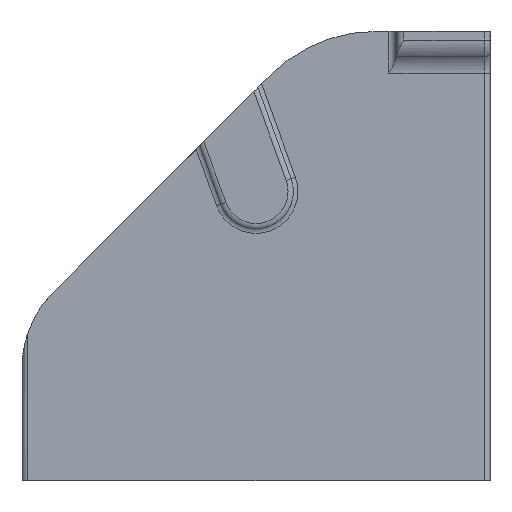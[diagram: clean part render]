
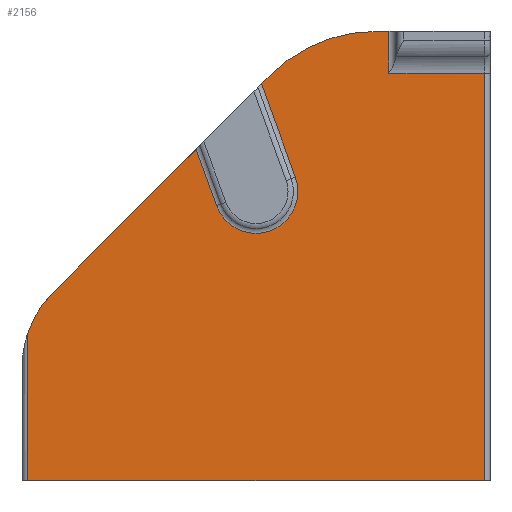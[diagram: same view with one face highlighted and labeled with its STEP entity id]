
A CAD part, front view. The second image highlights one B-rep face of the part: STEP entity #2156.
In plain terms, the highlighted planar face has unit normal (0, -1, 0).
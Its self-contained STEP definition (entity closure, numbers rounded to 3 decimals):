
#111=PLANE('',#2383);
#209=FACE_OUTER_BOUND('',#330,.T.);
#330=EDGE_LOOP('',(#1803,#1804,#1805,#1806,#1807,#1808,#1809,#1810,#1811,
#1812,#1813,#1814,#1815));
#465=LINE('',#3525,#643);
#504=LINE('',#3686,#682);
#505=LINE('',#3698,#683);
#509=LINE('',#3714,#687);
#510=LINE('',#3715,#688);
#511=LINE('',#3719,#689);
#512=LINE('',#3721,#690);
#513=LINE('',#3725,#691);
#514=LINE('',#3726,#692);
#515=LINE('',#3727,#693);
#643=VECTOR('',#2789,10.);
#682=VECTOR('',#2908,10.);
#683=VECTOR('',#2923,10.);
#687=VECTOR('',#2933,10.);
#688=VECTOR('',#2934,10.);
#689=VECTOR('',#2937,10.);
#690=VECTOR('',#2938,4.);
#691=VECTOR('',#2941,4.);
#692=VECTOR('',#2942,10.);
#693=VECTOR('',#2943,10.);
#811=CIRCLE('',#2382,57.);
#812=CIRCLE('',#2384,80.);
#813=CIRCLE('',#2385,22.409);
#952=VERTEX_POINT('',#3522);
#953=VERTEX_POINT('',#3524);
#998=VERTEX_POINT('',#3682);
#999=VERTEX_POINT('',#3684);
#1002=VERTEX_POINT('',#3695);
#1003=VERTEX_POINT('',#3697);
#1005=VERTEX_POINT('',#3708);
#1006=VERTEX_POINT('',#3713);
#1007=VERTEX_POINT('',#3716);
#1008=VERTEX_POINT('',#3718);
#1009=VERTEX_POINT('',#3720);
#1010=VERTEX_POINT('',#3722);
#1011=VERTEX_POINT('',#3724);
#1214=EDGE_CURVE('',#953,#952,#465,.T.);
#1282=EDGE_CURVE('',#999,#998,#504,.T.);
#1287=EDGE_CURVE('',#1002,#1003,#505,.T.);
#1290=EDGE_CURVE('',#1003,#1005,#811,.T.);
#1293=EDGE_CURVE('',#1006,#999,#509,.T.);
#1294=EDGE_CURVE('',#953,#1006,#510,.T.);
#1295=EDGE_CURVE('',#1007,#952,#812,.T.);
#1296=EDGE_CURVE('',#1007,#1008,#511,.T.);
#1297=EDGE_CURVE('',#1009,#1008,#512,.T.);
#1298=EDGE_CURVE('',#1010,#1009,#813,.T.);
#1299=EDGE_CURVE('',#1011,#1010,#513,.T.);
#1300=EDGE_CURVE('',#1011,#1005,#514,.T.);
#1301=EDGE_CURVE('',#1002,#998,#515,.T.);
#1803=ORIENTED_EDGE('',*,*,#1282,.F.);
#1804=ORIENTED_EDGE('',*,*,#1293,.F.);
#1805=ORIENTED_EDGE('',*,*,#1294,.F.);
#1806=ORIENTED_EDGE('',*,*,#1214,.T.);
#1807=ORIENTED_EDGE('',*,*,#1295,.F.);
#1808=ORIENTED_EDGE('',*,*,#1296,.T.);
#1809=ORIENTED_EDGE('',*,*,#1297,.F.);
#1810=ORIENTED_EDGE('',*,*,#1298,.F.);
#1811=ORIENTED_EDGE('',*,*,#1299,.F.);
#1812=ORIENTED_EDGE('',*,*,#1300,.T.);
#1813=ORIENTED_EDGE('',*,*,#1290,.F.);
#1814=ORIENTED_EDGE('',*,*,#1287,.F.);
#1815=ORIENTED_EDGE('',*,*,#1301,.T.);
#2156=ADVANCED_FACE('',(#209),#111,.F.);
#2382=AXIS2_PLACEMENT_3D('',#3709,#2927,#2928);
#2383=AXIS2_PLACEMENT_3D('',#3712,#2931,#2932);
#2384=AXIS2_PLACEMENT_3D('',#3717,#2935,#2936);
#2385=AXIS2_PLACEMENT_3D('',#3723,#2939,#2940);
#2789=DIRECTION('',(-1.,0.,0.));
#2908=DIRECTION('',(0.,0.,-1.));
#2923=DIRECTION('',(0.,0.,1.));
#2927=DIRECTION('center_axis',(0.,1.,0.));
#2928=DIRECTION('ref_axis',(-0.924,0.,0.383));
#2931=DIRECTION('center_axis',(0.,1.,0.));
#2932=DIRECTION('ref_axis',(1.,0.,0.));
#2933=DIRECTION('',(1.,0.,0.));
#2934=DIRECTION('',(0.,0.,-1.));
#2935=DIRECTION('center_axis',(0.,1.,0.));
#2936=DIRECTION('ref_axis',(-0.383,0.,0.924));
#2937=DIRECTION('',(-0.707,0.,-0.707));
#2938=DIRECTION('',(-0.342,0.,0.94));
#2939=DIRECTION('center_axis',(0.,-1.,0.));
#2940=DIRECTION('ref_axis',(-0.94,0.,-0.342));
#2941=DIRECTION('',(0.342,0.,-0.94));
#2942=DIRECTION('',(-0.707,0.,-0.707));
#2943=DIRECTION('',(1.,0.,0.));
#3522=CARTESIAN_POINT('',(64.137,-7.,85.5));
#3524=CARTESIAN_POINT('',(71.,-7.,85.5));
#3525=CARTESIAN_POINT('',(125.,-7.,85.5));
#3682=CARTESIAN_POINT('',(122.,-7.,-154.5));
#3684=CARTESIAN_POINT('',(122.,-7.,63.115));
#3686=CARTESIAN_POINT('',(122.,-7.,-94.5));
#3695=CARTESIAN_POINT('',(-122.,-7.,-154.5));
#3697=CARTESIAN_POINT('',(-122.,-7.,-75.862));
#3698=CARTESIAN_POINT('',(-122.,-7.,-52.5));
#3708=CARTESIAN_POINT('',(-108.305,-7.,-53.805));
#3709=CARTESIAN_POINT('Origin',(-68.,-7.,-94.11));
#3712=CARTESIAN_POINT('Origin',(0.,-7.,-34.5));
#3713=CARTESIAN_POINT('',(71.,-7.,63.115));
#3714=CARTESIAN_POINT('',(18.75,-7.,63.115));
#3715=CARTESIAN_POINT('',(71.,-7.,25.5));
#3716=CARTESIAN_POINT('',(7.569,-7.,62.069));
#3717=CARTESIAN_POINT('Origin',(64.137,-7.,5.5));
#3718=CARTESIAN_POINT('',(2.941,-7.,57.441));
#3719=CARTESIAN_POINT('',(-125.,-7.,-70.5));
#3720=CARTESIAN_POINT('',(21.058,-7.,7.664));
#3721=CARTESIAN_POINT('',(20.647,-7.,8.793));
#3722=CARTESIAN_POINT('',(-21.058,-7.,-7.664));
#3723=CARTESIAN_POINT('Origin',(0.,-7.,0.));
#3724=CARTESIAN_POINT('',(-32.027,-7.,22.473));
#3725=CARTESIAN_POINT('',(-24.355,-7.,1.394));
#3726=CARTESIAN_POINT('',(-125.,-7.,-70.5));
#3727=CARTESIAN_POINT('',(125.,-7.,-154.5));
